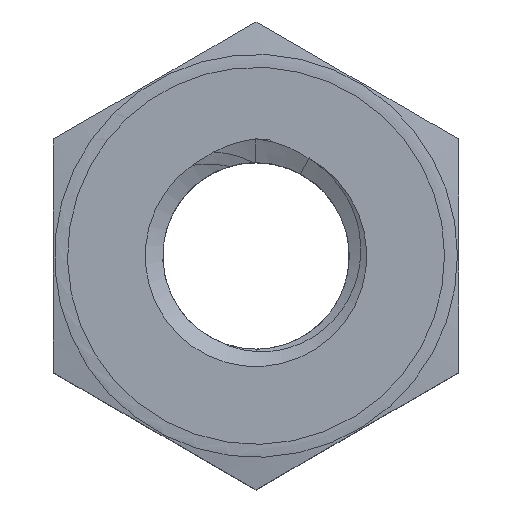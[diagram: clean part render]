
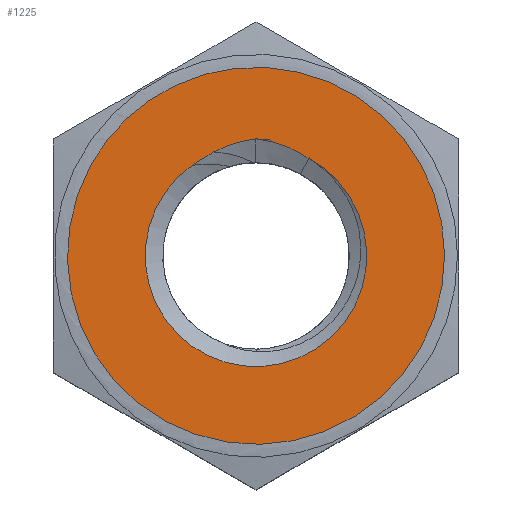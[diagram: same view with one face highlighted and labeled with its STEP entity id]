
A CAD part, top view. The second image highlights one B-rep face of the part: STEP entity #1225.
In plain terms, the highlighted planar face has unit normal (0, 0, 1).
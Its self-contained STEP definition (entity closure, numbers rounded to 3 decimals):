
#18=FACE_BOUND('',#209,.T.);
#36=PLANE('',#1274);
#143=FACE_OUTER_BOUND('',#208,.T.);
#208=EDGE_LOOP('',(#1141,#1142,#1143));
#209=EDGE_LOOP('',(#1144,#1145,#1146,#1147,#1148,#1149));
#214=CIRCLE('',#1261,1.485);
#222=CIRCLE('',#1275,2.528);
#223=CIRCLE('',#1276,2.528);
#224=CIRCLE('',#1277,2.528);
#341=B_SPLINE_CURVE_WITH_KNOTS('',3,(#4805,#4806,#4807,#4808,#4809,#4810,
#4811,#4812),.UNSPECIFIED.,.F.,.F.,(4,2,2,4),(-0.08,-0.037,
-0.019,0.),.UNSPECIFIED.);
#352=B_SPLINE_CURVE_WITH_KNOTS('',3,(#5229,#5230,#5231,#5232,#5233,#5234),
 .UNSPECIFIED.,.F.,.F.,(4,2,4),(0.,0.03,
0.059),.UNSPECIFIED.);
#353=B_SPLINE_CURVE_WITH_KNOTS('',3,(#5272,#5273,#5274,#5275,#5276,#5277),
 .UNSPECIFIED.,.F.,.F.,(4,2,4),(0.,0.003,
0.006),.UNSPECIFIED.);
#354=B_SPLINE_CURVE_WITH_KNOTS('',3,(#5278,#5279,#5280,#5281,#5282,#5283,
#5284),.UNSPECIFIED.,.F.,.F.,(4,3,4),(0.,0.919,1.688),
 .UNSPECIFIED.);
#380=LINE('',#3603,#424);
#424=VECTOR('',#1325,10.);
#521=VERTEX_POINT('',#3573);
#522=VERTEX_POINT('',#3602);
#557=VERTEX_POINT('',#4804);
#562=VERTEX_POINT('',#4969);
#565=VERTEX_POINT('',#5215);
#566=VERTEX_POINT('',#5271);
#572=VERTEX_POINT('',#5303);
#573=VERTEX_POINT('',#5304);
#574=VERTEX_POINT('',#5306);
#677=EDGE_CURVE('',#521,#522,#380,.T.);
#736=EDGE_CURVE('',#521,#557,#341,.T.);
#747=EDGE_CURVE('',#557,#562,#214,.F.);
#754=EDGE_CURVE('',#565,#522,#352,.T.);
#755=EDGE_CURVE('',#565,#566,#353,.F.);
#756=EDGE_CURVE('',#566,#562,#354,.F.);
#765=EDGE_CURVE('',#572,#573,#222,.F.);
#766=EDGE_CURVE('',#574,#572,#223,.F.);
#767=EDGE_CURVE('',#573,#574,#224,.F.);
#1141=ORIENTED_EDGE('',*,*,#765,.F.);
#1142=ORIENTED_EDGE('',*,*,#766,.F.);
#1143=ORIENTED_EDGE('',*,*,#767,.F.);
#1144=ORIENTED_EDGE('',*,*,#755,.F.);
#1145=ORIENTED_EDGE('',*,*,#754,.T.);
#1146=ORIENTED_EDGE('',*,*,#677,.F.);
#1147=ORIENTED_EDGE('',*,*,#736,.T.);
#1148=ORIENTED_EDGE('',*,*,#747,.T.);
#1149=ORIENTED_EDGE('',*,*,#756,.F.);
#1225=ADVANCED_FACE('',(#143,#18),#36,.T.);
#1261=AXIS2_PLACEMENT_3D('',#4983,#1364,#1365);
#1274=AXIS2_PLACEMENT_3D('',#5302,#1392,#1393);
#1275=AXIS2_PLACEMENT_3D('',#5305,#1394,#1395);
#1276=AXIS2_PLACEMENT_3D('',#5307,#1396,#1397);
#1277=AXIS2_PLACEMENT_3D('',#5308,#1398,#1399);
#1325=DIRECTION('',(-0.994,-0.109,0.));
#1364=DIRECTION('center_axis',(0.,0.,1.));
#1365=DIRECTION('ref_axis',(-1.,0.,0.));
#1392=DIRECTION('center_axis',(0.,0.,1.));
#1393=DIRECTION('ref_axis',(1.,0.,0.));
#1394=DIRECTION('center_axis',(0.,0.,1.));
#1395=DIRECTION('ref_axis',(-1.,0.,0.));
#1396=DIRECTION('center_axis',(0.,0.,1.));
#1397=DIRECTION('ref_axis',(0.878,-0.479,0.));
#1398=DIRECTION('center_axis',(0.,0.,1.));
#1399=DIRECTION('ref_axis',(-1.,0.,0.));
#3573=CARTESIAN_POINT('',(0.,1.568,-1.5));
#3602=CARTESIAN_POINT('',(-0.002,1.568,-1.5));
#3603=CARTESIAN_POINT('',(0.,1.568,-1.5));
#4804=CARTESIAN_POINT('',(0.697,1.311,-1.5));
#4805=CARTESIAN_POINT('Ctrl Pts',(0.,1.568,
-1.5));
#4806=CARTESIAN_POINT('Ctrl Pts',(0.106,1.557,-1.5));
#4807=CARTESIAN_POINT('Ctrl Pts',(0.232,1.533,-1.5));
#4808=CARTESIAN_POINT('Ctrl Pts',(0.426,1.461,-1.5));
#4809=CARTESIAN_POINT('Ctrl Pts',(0.483,1.436,-1.5));
#4810=CARTESIAN_POINT('Ctrl Pts',(0.593,1.378,-1.5));
#4811=CARTESIAN_POINT('Ctrl Pts',(0.647,1.346,-1.5));
#4812=CARTESIAN_POINT('Ctrl Pts',(0.697,1.311,-1.5));
#4969=CARTESIAN_POINT('',(-0.855,1.214,-1.5));
#4983=CARTESIAN_POINT('Origin',(0.,0.,-1.5));
#5215=CARTESIAN_POINT('',(-0.566,1.392,-1.5));
#5229=CARTESIAN_POINT('Ctrl Pts',(-0.565,1.393,-1.5));
#5230=CARTESIAN_POINT('Ctrl Pts',(-0.479,1.44,-1.5));
#5231=CARTESIAN_POINT('Ctrl Pts',(-0.388,1.478,-1.5));
#5232=CARTESIAN_POINT('Ctrl Pts',(-0.199,1.537,-1.5));
#5233=CARTESIAN_POINT('Ctrl Pts',(-0.101,1.557,-1.5));
#5234=CARTESIAN_POINT('Ctrl Pts',(-0.002,1.568,
-1.5));
#5271=CARTESIAN_POINT('',(-0.616,1.364,-1.5));
#5272=CARTESIAN_POINT('Ctrl Pts',(-0.616,1.364,-1.5));
#5273=CARTESIAN_POINT('Ctrl Pts',(-0.607,1.369,-1.5));
#5274=CARTESIAN_POINT('Ctrl Pts',(-0.599,1.374,-1.5));
#5275=CARTESIAN_POINT('Ctrl Pts',(-0.583,1.383,-1.5));
#5276=CARTESIAN_POINT('Ctrl Pts',(-0.574,1.388,-1.5));
#5277=CARTESIAN_POINT('Ctrl Pts',(-0.566,1.392,-1.5));
#5278=CARTESIAN_POINT('Ctrl Pts',(-0.855,1.214,-1.5));
#5279=CARTESIAN_POINT('Ctrl Pts',(-0.811,1.245,-1.5));
#5280=CARTESIAN_POINT('Ctrl Pts',(-0.767,1.274,-1.5));
#5281=CARTESIAN_POINT('Ctrl Pts',(-0.724,1.301,-1.5));
#5282=CARTESIAN_POINT('Ctrl Pts',(-0.687,1.323,-1.5));
#5283=CARTESIAN_POINT('Ctrl Pts',(-0.651,1.344,-1.5));
#5284=CARTESIAN_POINT('Ctrl Pts',(-0.616,1.364,-1.5));
#5302=CARTESIAN_POINT('Origin',(0.,0.,-1.5));
#5303=CARTESIAN_POINT('',(-2.218,1.212,-1.5));
#5304=CARTESIAN_POINT('',(-1.082,2.284,-1.5));
#5305=CARTESIAN_POINT('Origin',(0.,0.,-1.5));
#5306=CARTESIAN_POINT('',(2.218,-1.212,-1.5));
#5307=CARTESIAN_POINT('Origin',(0.,0.,
-1.5));
#5308=CARTESIAN_POINT('Origin',(0.,0.,-1.5));
